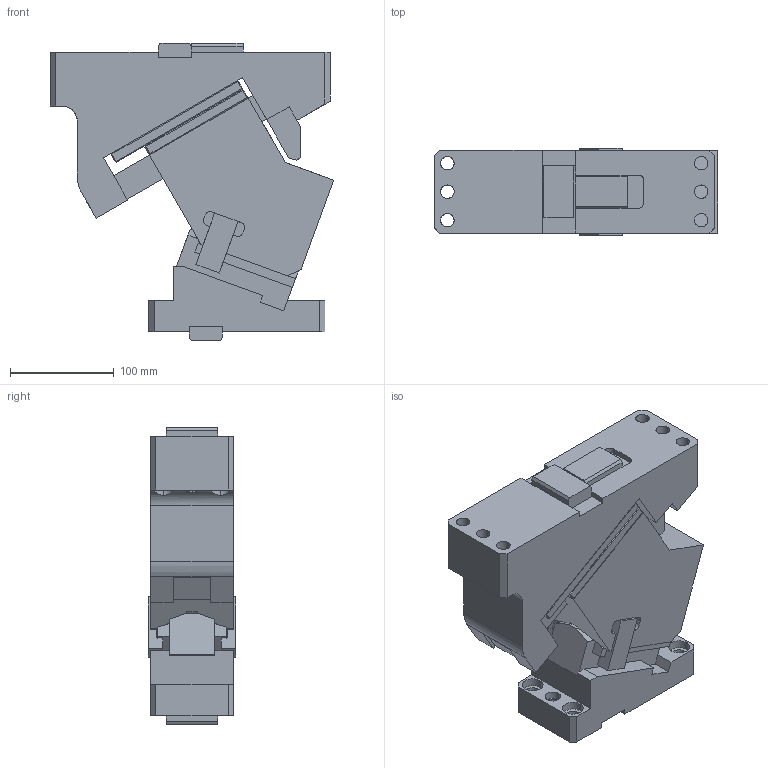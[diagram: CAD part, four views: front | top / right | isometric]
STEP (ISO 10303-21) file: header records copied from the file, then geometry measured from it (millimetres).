
FILE_DESCRIPTION(('CATIA V5 STEP Exchange'),'2;1');
FILE_NAME('CACG_80_20.stp','2015-04-22T07:38:56+00:00',('none'),('none'),'CATIA Version 5 Release 19 SP 2 (IN-10)','CATIA V5 STEP AP203','none');
FILE_SCHEMA(('CONFIG_CONTROL_DESIGN'));
Length unit declared in the file: millimetre
Products named in the file (1): CACG_80_20
Bounding box: 273.34 x 84 x 287 mm (x, y, z)
Volume: 3629791.2 mm3; surface area: 333491.5 mm2
Topology: 3 solids, 6 shells, 288 faces, 803 edges, 528 vertices
Faces by surface type: plane 222, cylinder 66
Entity records: 10281 total; most frequent: CARTESIAN_POINT 3170, ORIENTED_EDGE 1606, DIRECTION 1191, EDGE_CURVE 803, VECTOR 661, LINE 661, VERTEX_POINT 528, EDGE_LOOP 321
